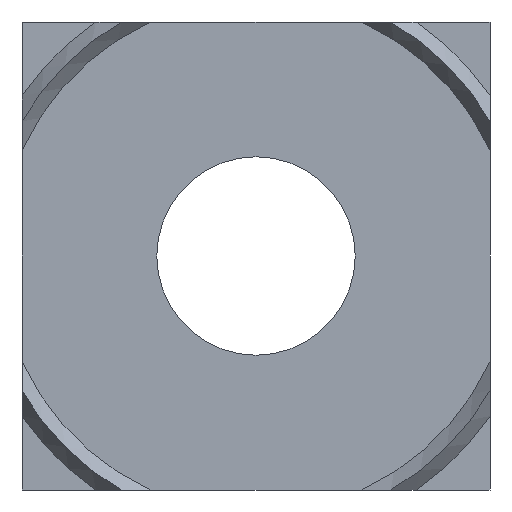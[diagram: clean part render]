
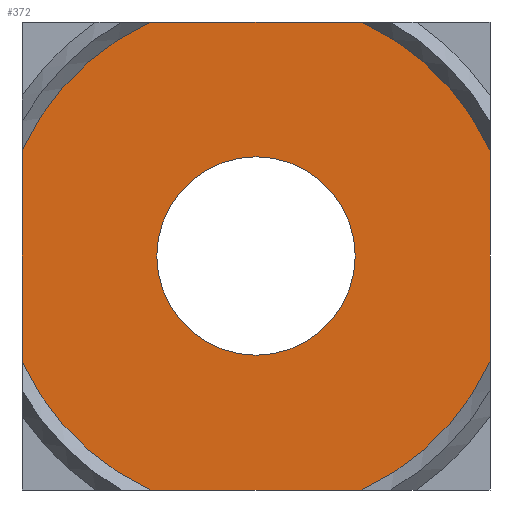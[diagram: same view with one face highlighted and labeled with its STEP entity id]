
A CAD part, left-side view. The second image highlights one B-rep face of the part: STEP entity #372.
In plain terms, the highlighted planar face has unit normal (-1, 0, 0).
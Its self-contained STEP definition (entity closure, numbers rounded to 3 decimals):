
#15=FACE_BOUND('',#91,.T.);
#21=PLANE('',#427);
#70=FACE_OUTER_BOUND('',#90,.T.);
#90=EDGE_LOOP('',(#295,#296,#297,#298,#299,#300,#301,#302));
#91=EDGE_LOOP('',(#303,#304));
#108=LINE('',#648,#126);
#109=LINE('',#649,#127);
#110=LINE('',#650,#128);
#111=LINE('',#651,#129);
#126=VECTOR('',#505,5.836);
#127=VECTOR('',#506,5.836);
#128=VECTOR('',#507,5.836);
#129=VECTOR('',#508,5.836);
#135=CIRCLE('',#400,2.755);
#136=CIRCLE('',#401,2.755);
#146=CIRCLE('',#416,7.125);
#147=CIRCLE('',#418,7.125);
#148=CIRCLE('',#420,7.125);
#149=CIRCLE('',#422,7.125);
#152=VERTEX_POINT('',#532);
#153=VERTEX_POINT('',#533);
#171=VERTEX_POINT('',#592);
#172=VERTEX_POINT('',#596);
#173=VERTEX_POINT('',#602);
#174=VERTEX_POINT('',#606);
#175=VERTEX_POINT('',#612);
#176=VERTEX_POINT('',#616);
#177=VERTEX_POINT('',#622);
#178=VERTEX_POINT('',#626);
#190=EDGE_CURVE('',#152,#153,#135,.T.);
#191=EDGE_CURVE('',#153,#152,#136,.T.);
#211=EDGE_CURVE('',#172,#171,#146,.T.);
#215=EDGE_CURVE('',#173,#174,#147,.T.);
#217=EDGE_CURVE('',#176,#175,#148,.T.);
#221=EDGE_CURVE('',#177,#178,#149,.T.);
#230=EDGE_CURVE('',#174,#172,#108,.T.);
#231=EDGE_CURVE('',#171,#176,#109,.T.);
#232=EDGE_CURVE('',#175,#177,#110,.T.);
#233=EDGE_CURVE('',#178,#173,#111,.T.);
#295=ORIENTED_EDGE('',*,*,#215,.T.);
#296=ORIENTED_EDGE('',*,*,#230,.T.);
#297=ORIENTED_EDGE('',*,*,#211,.T.);
#298=ORIENTED_EDGE('',*,*,#231,.T.);
#299=ORIENTED_EDGE('',*,*,#217,.T.);
#300=ORIENTED_EDGE('',*,*,#232,.T.);
#301=ORIENTED_EDGE('',*,*,#221,.T.);
#302=ORIENTED_EDGE('',*,*,#233,.T.);
#303=ORIENTED_EDGE('',*,*,#190,.T.);
#304=ORIENTED_EDGE('',*,*,#191,.T.);
#372=ADVANCED_FACE('',(#70,#15),#21,.F.);
#400=AXIS2_PLACEMENT_3D('',#534,#440,#441);
#401=AXIS2_PLACEMENT_3D('',#535,#442,#443);
#416=AXIS2_PLACEMENT_3D('',#597,#473,#474);
#418=AXIS2_PLACEMENT_3D('',#610,#477,#478);
#420=AXIS2_PLACEMENT_3D('',#617,#481,#482);
#422=AXIS2_PLACEMENT_3D('',#630,#485,#486);
#427=AXIS2_PLACEMENT_3D('',#647,#503,#504);
#440=DIRECTION('center_axis',(1.,0.,0.));
#441=DIRECTION('ref_axis',(0.,0.,1.));
#442=DIRECTION('center_axis',(1.,0.,0.));
#443=DIRECTION('ref_axis',(0.,0.,1.));
#473=DIRECTION('center_axis',(-1.,0.,0.));
#474=DIRECTION('ref_axis',(0.,1.,0.));
#477=DIRECTION('center_axis',(-1.,0.,0.));
#478=DIRECTION('ref_axis',(0.,1.,0.));
#481=DIRECTION('center_axis',(-1.,0.,0.));
#482=DIRECTION('ref_axis',(0.,1.,0.));
#485=DIRECTION('center_axis',(-1.,0.,0.));
#486=DIRECTION('ref_axis',(0.,1.,0.));
#503=DIRECTION('center_axis',(1.,0.,0.));
#504=DIRECTION('ref_axis',(0.,0.,-1.));
#505=DIRECTION('',(0.,1.,0.));
#506=DIRECTION('',(0.,0.,-1.));
#507=DIRECTION('',(0.,-1.,0.));
#508=DIRECTION('',(0.,0.,1.));
#532=CARTESIAN_POINT('',(0.,0.,2.755));
#533=CARTESIAN_POINT('',(0.,0.,-2.755));
#534=CARTESIAN_POINT('Origin',(0.,0.,0.));
#535=CARTESIAN_POINT('Origin',(0.,0.,0.));
#592=CARTESIAN_POINT('',(0.,6.5,2.918));
#596=CARTESIAN_POINT('',(0.,2.918,6.5));
#597=CARTESIAN_POINT('Origin',(0.,0.,0.));
#602=CARTESIAN_POINT('',(0.,-6.5,2.918));
#606=CARTESIAN_POINT('',(0.,-2.918,6.5));
#610=CARTESIAN_POINT('Origin',(0.,0.,0.));
#612=CARTESIAN_POINT('',(0.,2.918,-6.5));
#616=CARTESIAN_POINT('',(0.,6.5,-2.918));
#617=CARTESIAN_POINT('Origin',(0.,0.,0.));
#622=CARTESIAN_POINT('',(0.,-2.918,-6.5));
#626=CARTESIAN_POINT('',(0.,-6.5,-2.918));
#630=CARTESIAN_POINT('Origin',(0.,0.,0.));
#647=CARTESIAN_POINT('Origin',(0.,0.,0.));
#648=CARTESIAN_POINT('',(0.,-6.5,6.5));
#649=CARTESIAN_POINT('',(0.,6.5,6.5));
#650=CARTESIAN_POINT('',(0.,6.5,-6.5));
#651=CARTESIAN_POINT('',(0.,-6.5,-6.5));
